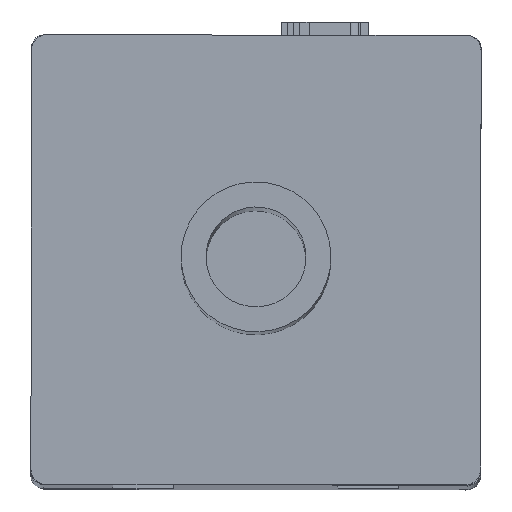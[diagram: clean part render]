
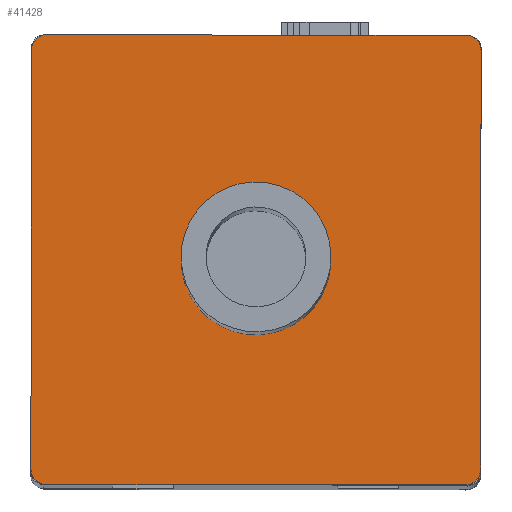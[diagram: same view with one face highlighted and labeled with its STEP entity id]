
A CAD part, top view. The second image highlights one B-rep face of the part: STEP entity #41428.
In plain terms, the highlighted face is planar.
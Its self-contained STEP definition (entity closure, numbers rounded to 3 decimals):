
#116 = EDGE_CURVE ( 'NONE', #9179, #27436, #25102, .T. ) ;
#455 = AXIS2_PLACEMENT_3D ( 'NONE', #33499, #44380, #14193 ) ;
#2443 = EDGE_LOOP ( 'NONE', ( #25076, #43748, #46883, #2447, #37299, #47283, #24589, #45966 ) ) ;
#2447 = ORIENTED_EDGE ( 'NONE', *, *, #24738, .T. ) ;
#2816 = PLANE ( 'NONE',  #32222 ) ;
#2933 = EDGE_CURVE ( 'NONE', #13025, #43588, #9040, .T. ) ;
#3172 = VERTEX_POINT ( 'NONE', #20355 ) ;
#3613 = VERTEX_POINT ( 'NONE', #3842 ) ;
#3842 = CARTESIAN_POINT ( 'NONE',  ( 45., 0., -60. ) ) ;
#5052 = EDGE_CURVE ( 'NONE', #22734, #3613, #37405, .T. ) ;
#6043 = CARTESIAN_POINT ( 'NONE',  ( 0., 0., -87. ) ) ;
#7942 = VERTEX_POINT ( 'NONE', #38509 ) ;
#8390 = LINE ( 'NONE', #41982, #17872 ) ;
#9040 = LINE ( 'NONE', #46505, #16438 ) ;
#9179 = VERTEX_POINT ( 'NONE', #19175 ) ;
#9244 = CARTESIAN_POINT ( 'NONE',  ( 87., 0., -3. ) ) ;
#9710 = DIRECTION ( 'NONE',  ( 0., -1., 0. ) ) ;
#9900 = CIRCLE ( 'NONE', #36909, 3. ) ;
#10358 = CARTESIAN_POINT ( 'NONE',  ( 0., 0., 0. ) ) ;
#11533 = CARTESIAN_POINT ( 'NONE',  ( 45., 0., -45. ) ) ;
#11632 = EDGE_CURVE ( 'NONE', #18017, #3172, #16876, .T. ) ;
#12451 = CIRCLE ( 'NONE', #39428, 15. ) ;
#13025 = VERTEX_POINT ( 'NONE', #15887 ) ;
#13245 = FACE_BOUND ( 'NONE', #35014, .T. ) ;
#14193 = DIRECTION ( 'NONE',  ( 0., 0., -1. ) ) ;
#15544 = AXIS2_PLACEMENT_3D ( 'NONE', #16512, #24685, #17447 ) ;
#15618 = CARTESIAN_POINT ( 'NONE',  ( 0., 0., -3. ) ) ;
#15887 = CARTESIAN_POINT ( 'NONE',  ( 87., 0., -90. ) ) ;
#16438 = VECTOR ( 'NONE', #40424, 1000. ) ;
#16453 = ORIENTED_EDGE ( 'NONE', *, *, #5052, .T. ) ;
#16512 = CARTESIAN_POINT ( 'NONE',  ( 3., 0., -87. ) ) ;
#16876 = LINE ( 'NONE', #24820, #23615 ) ;
#17447 = DIRECTION ( 'NONE',  ( 0., 0., -1. ) ) ;
#17872 = VECTOR ( 'NONE', #19544, 1000. ) ;
#18017 = VERTEX_POINT ( 'NONE', #23191 ) ;
#19175 = CARTESIAN_POINT ( 'NONE',  ( 3., 0., 0. ) ) ;
#19544 = DIRECTION ( 'NONE',  ( 0., 0., 1. ) ) ;
#19742 = ORIENTED_EDGE ( 'NONE', *, *, #35601, .T. ) ;
#20355 = CARTESIAN_POINT ( 'NONE',  ( 90., 0., -87. ) ) ;
#21564 = CARTESIAN_POINT ( 'NONE',  ( 45., 0., -45. ) ) ;
#22116 = EDGE_CURVE ( 'NONE', #38743, #43588, #26363, .T. ) ;
#22615 = DIRECTION ( 'NONE',  ( 0., 0., 1. ) ) ;
#22734 = VERTEX_POINT ( 'NONE', #37185 ) ;
#23191 = CARTESIAN_POINT ( 'NONE',  ( 90., 0., -3. ) ) ;
#23615 = VECTOR ( 'NONE', #46374, 1000. ) ;
#24589 = ORIENTED_EDGE ( 'NONE', *, *, #47670, .F. ) ;
#24685 = DIRECTION ( 'NONE',  ( 0., -1., 0. ) ) ;
#24738 = EDGE_CURVE ( 'NONE', #13025, #3172, #9900, .T. ) ;
#24820 = CARTESIAN_POINT ( 'NONE',  ( 90., 0., 0. ) ) ;
#24842 = LINE ( 'NONE', #10358, #37758 ) ;
#25076 = ORIENTED_EDGE ( 'NONE', *, *, #44764, .F. ) ;
#25102 = CIRCLE ( 'NONE', #455, 3. ) ;
#25313 = EDGE_CURVE ( 'NONE', #18017, #7942, #25398, .T. ) ;
#25398 = CIRCLE ( 'NONE', #47038, 3. ) ;
#26282 = DIRECTION ( 'NONE',  ( 0., 1., 0. ) ) ;
#26363 = CIRCLE ( 'NONE', #15544, 3. ) ;
#27436 = VERTEX_POINT ( 'NONE', #15618 ) ;
#27490 = DIRECTION ( 'NONE',  ( 0., 0., -1. ) ) ;
#27960 = CARTESIAN_POINT ( 'NONE',  ( 0., 0., 0. ) ) ;
#29441 = DIRECTION ( 'NONE',  ( 1., 0., 0. ) ) ;
#31609 = FACE_OUTER_BOUND ( 'NONE', #2443, .T. ) ;
#32222 = AXIS2_PLACEMENT_3D ( 'NONE', #27960, #39058, #27490 ) ;
#32920 = DIRECTION ( 'NONE',  ( 0., 1., 0. ) ) ;
#33499 = CARTESIAN_POINT ( 'NONE',  ( 3., 0., -3. ) ) ;
#35014 = EDGE_LOOP ( 'NONE', ( #19742, #16453 ) ) ;
#35601 = EDGE_CURVE ( 'NONE', #3613, #22734, #12451, .T. ) ;
#36059 = DIRECTION ( 'NONE',  ( 0., 0., 1. ) ) ;
#36909 = AXIS2_PLACEMENT_3D ( 'NONE', #45825, #41044, #36917 ) ;
#36917 = DIRECTION ( 'NONE',  ( 0., 0., -1. ) ) ;
#37185 = CARTESIAN_POINT ( 'NONE',  ( 45., 0., -30. ) ) ;
#37299 = ORIENTED_EDGE ( 'NONE', *, *, #11632, .F. ) ;
#37405 = CIRCLE ( 'NONE', #45928, 15. ) ;
#37758 = VECTOR ( 'NONE', #29441, 1000. ) ;
#38509 = CARTESIAN_POINT ( 'NONE',  ( 87., 0., 0. ) ) ;
#38722 = DIRECTION ( 'NONE',  ( 0., 0., -1. ) ) ;
#38743 = VERTEX_POINT ( 'NONE', #6043 ) ;
#39058 = DIRECTION ( 'NONE',  ( 0., -1., 0. ) ) ;
#39428 = AXIS2_PLACEMENT_3D ( 'NONE', #11533, #26282, #22615 ) ;
#40424 = DIRECTION ( 'NONE',  ( -1., 0., 0. ) ) ;
#41044 = DIRECTION ( 'NONE',  ( 0., -1., 0. ) ) ;
#41428 = ADVANCED_FACE ( 'NONE', ( #31609, #13245 ), #2816, .T. ) ;
#41982 = CARTESIAN_POINT ( 'NONE',  ( 0., 0., 0. ) ) ;
#43588 = VERTEX_POINT ( 'NONE', #44011 ) ;
#43748 = ORIENTED_EDGE ( 'NONE', *, *, #22116, .T. ) ;
#44011 = CARTESIAN_POINT ( 'NONE',  ( 3., 0., -90. ) ) ;
#44380 = DIRECTION ( 'NONE',  ( 0., -1., 0. ) ) ;
#44764 = EDGE_CURVE ( 'NONE', #38743, #27436, #8390, .T. ) ;
#45825 = CARTESIAN_POINT ( 'NONE',  ( 87., 0., -87. ) ) ;
#45928 = AXIS2_PLACEMENT_3D ( 'NONE', #21564, #32920, #36059 ) ;
#45966 = ORIENTED_EDGE ( 'NONE', *, *, #116, .T. ) ;
#46374 = DIRECTION ( 'NONE',  ( 0., 0., -1. ) ) ;
#46505 = CARTESIAN_POINT ( 'NONE',  ( 0., 0., -90. ) ) ;
#46883 = ORIENTED_EDGE ( 'NONE', *, *, #2933, .F. ) ;
#47038 = AXIS2_PLACEMENT_3D ( 'NONE', #9244, #9710, #38722 ) ;
#47283 = ORIENTED_EDGE ( 'NONE', *, *, #25313, .T. ) ;
#47670 = EDGE_CURVE ( 'NONE', #9179, #7942, #24842, .T. ) ;
